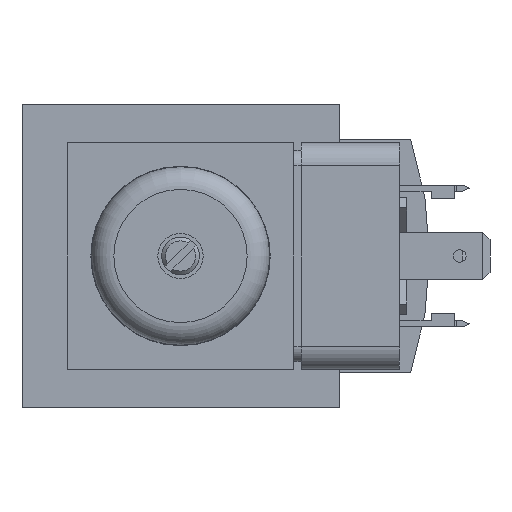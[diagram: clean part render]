
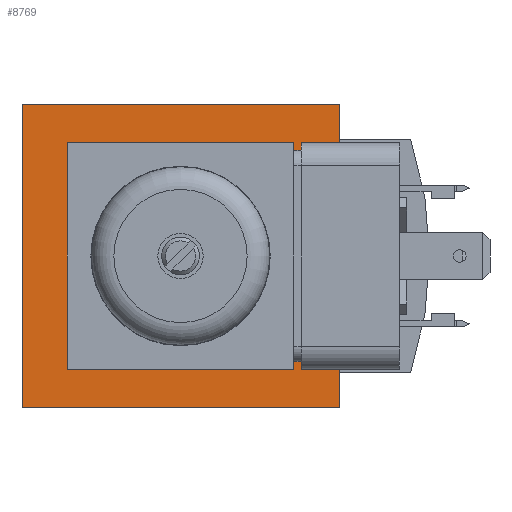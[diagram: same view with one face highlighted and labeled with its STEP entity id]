
A CAD part, front view. The second image highlights one B-rep face of the part: STEP entity #8769.
In plain terms, the highlighted planar face has unit normal (0, -1, 0).
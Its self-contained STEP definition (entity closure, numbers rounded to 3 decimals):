
#156=PLANE('',#10963);
#511=LINE('',#14258,#1490);
#617=LINE('',#14480,#1596);
#632=LINE('',#14518,#1611);
#678=LINE('',#14636,#1657);
#1490=VECTOR('',#11668,1000.);
#1596=VECTOR('',#11840,1000.);
#1611=VECTOR('',#11869,1000.);
#1657=VECTOR('',#11957,1000.);
#2992=ORIENTED_EDGE('',*,*,#5382,.F.);
#2993=ORIENTED_EDGE('',*,*,#5053,.F.);
#2994=ORIENTED_EDGE('',*,*,#5167,.F.);
#2995=ORIENTED_EDGE('',*,*,#5246,.F.);
#2996=ORIENTED_EDGE('',*,*,#5187,.F.);
#5053=EDGE_CURVE('',#6320,#6321,#511,.T.);
#5167=EDGE_CURVE('',#6403,#6320,#617,.T.);
#5187=EDGE_CURVE('',#6321,#6420,#632,.T.);
#5246=EDGE_CURVE('',#6420,#6403,#678,.T.);
#5382=EDGE_CURVE('',#6579,#6579,#7187,.T.);
#6320=VERTEX_POINT('',#14257);
#6321=VERTEX_POINT('',#14259);
#6403=VERTEX_POINT('',#14479);
#6420=VERTEX_POINT('',#14519);
#6579=VERTEX_POINT('',#14907);
#7187=CIRCLE('',#10964,6.579);
#7461=EDGE_LOOP('',(#2992));
#7462=EDGE_LOOP('',(#2993,#2994,#2995,#2996));
#8074=FACE_BOUND('',#7461,.T.);
#8075=FACE_BOUND('',#7462,.T.);
#8769=ADVANCED_FACE('',(#8074,#8075),#156,.F.);
#10963=AXIS2_PLACEMENT_3D('',#14905,#12180,#12181);
#10964=AXIS2_PLACEMENT_3D('',#14906,#12182,#12183);
#11668=DIRECTION('',(0.,0.,1.));
#11840=DIRECTION('',(-1.,0.,0.));
#11869=DIRECTION('',(1.,0.,0.));
#11957=DIRECTION('',(0.,0.,-1.));
#12180=DIRECTION('',(0.,1.,0.));
#12181=DIRECTION('',(0.,0.,1.));
#12182=DIRECTION('',(0.,-1.,0.));
#12183=DIRECTION('',(0.,0.,-1.));
#14257=CARTESIAN_POINT('',(-21.,-31.5,-20.1));
#14258=CARTESIAN_POINT('',(-21.,-31.5,-20.1));
#14259=CARTESIAN_POINT('',(-21.,-31.5,20.1));
#14479=CARTESIAN_POINT('',(21.,-31.5,-20.1));
#14480=CARTESIAN_POINT('',(21.,-31.5,-20.1));
#14518=CARTESIAN_POINT('',(-21.,-31.5,20.1));
#14519=CARTESIAN_POINT('',(21.,-31.5,20.1));
#14636=CARTESIAN_POINT('',(21.,-31.5,20.1));
#14905=CARTESIAN_POINT('',(0.,-31.5,0.));
#14906=CARTESIAN_POINT('',(0.,-31.5,0.));
#14907=CARTESIAN_POINT('',(0.,-31.5,-6.579));
